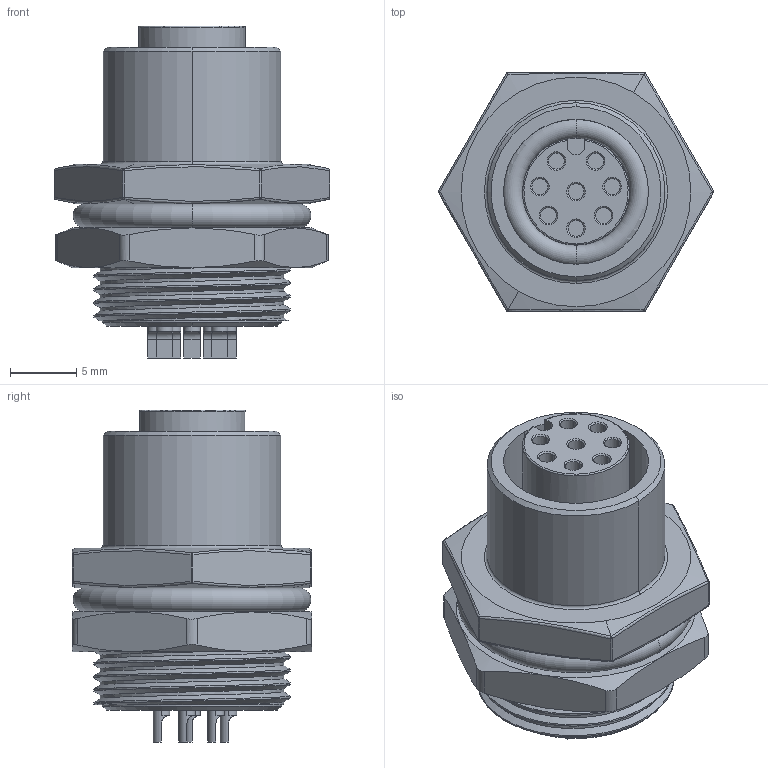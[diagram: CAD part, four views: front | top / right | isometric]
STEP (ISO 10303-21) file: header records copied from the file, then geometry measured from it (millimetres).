
FILE_DESCRIPTION((''),'2;1');
FILE_NAME('C-1838415-4','2022-11-02T05:05:37',('workeradm'),('TE Connectivity Ltd.'),'CREO PARAMETRIC BY PTC INC, 2021072','CREO PARAMETRIC BY PTC INC, 2021072','');
FILE_SCHEMA(('AUTOMOTIVE_DESIGN { 1 0 10303 214 1 1 1 1 }'));
Length unit declared in the file: millimetre
Products named in the file (1): C-1838415-4
Bounding box: 20.74 x 18 x 25 mm (x, y, z)
Volume: 3839.7 mm3; surface area: 2387.5 mm2
Topology: 1 solids, 1 shells, 198 faces, 439 edges, 266 vertices
Faces by surface type: cylinder 69, plane 56, cone 36, bspline 18, sphere 12, torus 7
Entity records: 8657 total; most frequent: CARTESIAN_POINT 4247, ORIENTED_EDGE 878, DIRECTION 871, EDGE_CURVE 439, AXIS2_PLACEMENT_3D 362, VERTEX_POINT 266, EDGE_LOOP 221, FACE_OUTER_BOUND 198
